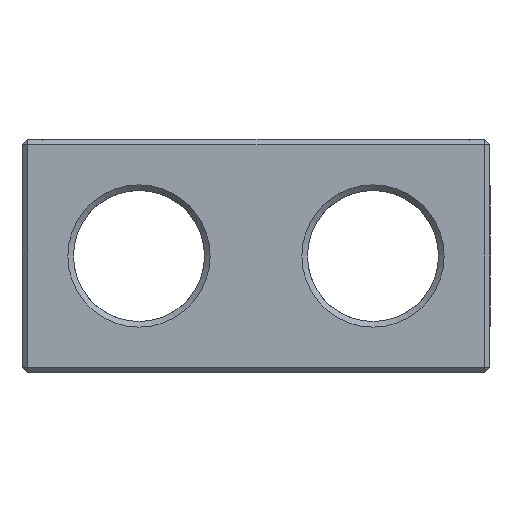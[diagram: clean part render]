
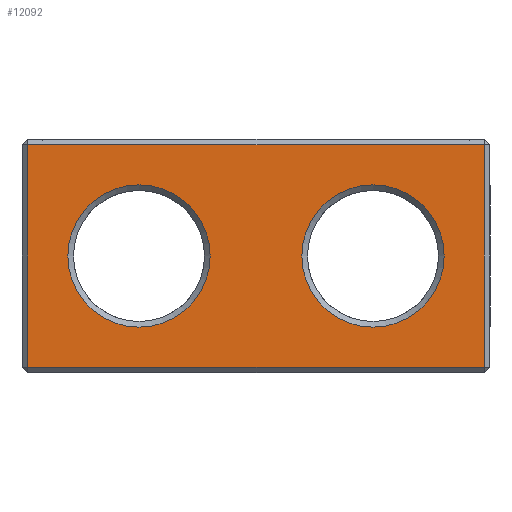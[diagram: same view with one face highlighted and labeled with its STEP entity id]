
A CAD part, left-side view. The second image highlights one B-rep face of the part: STEP entity #12092.
In plain terms, the highlighted planar face has unit normal (-1, 0, 0).
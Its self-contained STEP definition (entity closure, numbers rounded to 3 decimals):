
#1117 = PLANE('',#1118);
#1118 = AXIS2_PLACEMENT_3D('',#1119,#1120,#1121);
#1119 = CARTESIAN_POINT('',(-218.6,18.75,0.15));
#1120 = DIRECTION('',(-0.707,0.,
    -0.707));
#1121 = DIRECTION('',(0.,1.,0.));
#5566 = CONICAL_SURFACE('',#5567,3.5,0.785);
#5567 = AXIS2_PLACEMENT_3D('',#5568,#5569,#5570);
#5568 = CARTESIAN_POINT('',(-218.45,0.,6.25));
#5569 = DIRECTION('',(-1.,-0.,-0.));
#5570 = DIRECTION('',(0.,0.,1.));
#6489 = VERTEX_POINT('',#6490);
#6490 = CARTESIAN_POINT('',(-218.75,18.45,0.3));
#6511 = EDGE_CURVE('',#6489,#6512,#6514,.T.);
#6512 = VERTEX_POINT('',#6513);
#6513 = CARTESIAN_POINT('',(-218.75,-5.95,0.3));
#6514 = SURFACE_CURVE('',#6515,(#6519,#6526),.PCURVE_S1.);
#6515 = LINE('',#6516,#6517);
#6516 = CARTESIAN_POINT('',(-218.75,18.75,0.3));
#6517 = VECTOR('',#6518,1.);
#6518 = DIRECTION('',(0.,-1.,0.));
#6519 = PCURVE('',#1117,#6520);
#6520 = DEFINITIONAL_REPRESENTATION('',(#6521),#6525);
#6521 = LINE('',#6522,#6523);
#6522 = CARTESIAN_POINT('',(0.,-0.212));
#6523 = VECTOR('',#6524,1.);
#6524 = DIRECTION('',(-1.,0.));
#6525 = ( GEOMETRIC_REPRESENTATION_CONTEXT(2) 
PARAMETRIC_REPRESENTATION_CONTEXT() REPRESENTATION_CONTEXT('2D SPACE',''
  ) );
#6526 = PCURVE('',#6527,#6532);
#6527 = PLANE('',#6528);
#6528 = AXIS2_PLACEMENT_3D('',#6529,#6530,#6531);
#6529 = CARTESIAN_POINT('',(-218.75,18.75,0.));
#6530 = DIRECTION('',(1.,0.,0.));
#6531 = DIRECTION('',(0.,-1.,0.));
#6532 = DEFINITIONAL_REPRESENTATION('',(#6533),#6537);
#6533 = LINE('',#6534,#6535);
#6534 = CARTESIAN_POINT('',(0.,-0.3));
#6535 = VECTOR('',#6536,1.);
#6536 = DIRECTION('',(1.,0.));
#6537 = ( GEOMETRIC_REPRESENTATION_CONTEXT(2) 
PARAMETRIC_REPRESENTATION_CONTEXT() REPRESENTATION_CONTEXT('2D SPACE',''
  ) );
#9752 = CONICAL_SURFACE('',#9753,3.5,0.785);
#9753 = AXIS2_PLACEMENT_3D('',#9754,#9755,#9756);
#9754 = CARTESIAN_POINT('',(-218.45,12.5,6.25));
#9755 = DIRECTION('',(-1.,-0.,0.));
#9756 = DIRECTION('',(0.,0.,1.));
#10107 = VERTEX_POINT('',#10108);
#10108 = CARTESIAN_POINT('',(-218.75,0.,10.05
    ));
#10129 = EDGE_CURVE('',#10107,#10107,#10130,.T.);
#10130 = SURFACE_CURVE('',#10131,(#10136,#10143),.PCURVE_S1.);
#10131 = CIRCLE('',#10132,3.8);
#10132 = AXIS2_PLACEMENT_3D('',#10133,#10134,#10135);
#10133 = CARTESIAN_POINT('',(-218.75,0.,6.25));
#10134 = DIRECTION('',(-1.,0.,0.));
#10135 = DIRECTION('',(0.,0.,1.));
#10136 = PCURVE('',#5566,#10137);
#10137 = DEFINITIONAL_REPRESENTATION('',(#10138),#10142);
#10138 = LINE('',#10139,#10140);
#10139 = CARTESIAN_POINT('',(0.,0.3));
#10140 = VECTOR('',#10141,1.);
#10141 = DIRECTION('',(1.,0.));
#10142 = ( GEOMETRIC_REPRESENTATION_CONTEXT(2) 
PARAMETRIC_REPRESENTATION_CONTEXT() REPRESENTATION_CONTEXT('2D SPACE',''
  ) );
#10143 = PCURVE('',#6527,#10144);
#10144 = DEFINITIONAL_REPRESENTATION('',(#10145),#10153);
#10145 = ( BOUNDED_CURVE() B_SPLINE_CURVE(2,(#10146,#10147,#10148,#10149
    ,#10150,#10151,#10152),.UNSPECIFIED.,.T.,.F.) 
B_SPLINE_CURVE_WITH_KNOTS((1,2,2,2,2,1),(-2.094,0.,
    2.094,4.189,6.283,8.378),
.UNSPECIFIED.) CURVE() GEOMETRIC_REPRESENTATION_ITEM() 
RATIONAL_B_SPLINE_CURVE((1.,0.5,1.,0.5,1.,0.5,1.)) REPRESENTATION_ITEM(
  '') );
#10146 = CARTESIAN_POINT('',(18.75,-10.05));
#10147 = CARTESIAN_POINT('',(12.168,-10.05));
#10148 = CARTESIAN_POINT('',(15.459,-4.35));
#10149 = CARTESIAN_POINT('',(18.75,1.35));
#10150 = CARTESIAN_POINT('',(22.041,-4.35));
#10151 = CARTESIAN_POINT('',(25.332,-10.05));
#10152 = CARTESIAN_POINT('',(18.75,-10.05));
#10153 = ( GEOMETRIC_REPRESENTATION_CONTEXT(2) 
PARAMETRIC_REPRESENTATION_CONTEXT() REPRESENTATION_CONTEXT('2D SPACE',''
  ) );
#10288 = PLANE('',#10289);
#10289 = AXIS2_PLACEMENT_3D('',#10290,#10291,#10292);
#10290 = CARTESIAN_POINT('',(-218.6,18.6,0.));
#10291 = DIRECTION('',(-0.707,0.707,0.));
#10292 = DIRECTION('',(-0.,-0.,-1.));
#11480 = PLANE('',#11481);
#11481 = AXIS2_PLACEMENT_3D('',#11482,#11483,#11484);
#11482 = CARTESIAN_POINT('',(-218.6,-6.1,0.));
#11483 = DIRECTION('',(-0.707,-0.707,0.));
#11484 = DIRECTION('',(-0.,-0.,-1.));
#12092 = ADVANCED_FACE('',(#12093,#12168,#12171),#6527,.F.);
#12093 = FACE_BOUND('',#12094,.F.);
#12094 = EDGE_LOOP('',(#12095,#12125,#12146,#12147));
#12095 = ORIENTED_EDGE('',*,*,#12096,.T.);
#12096 = EDGE_CURVE('',#12097,#12099,#12101,.T.);
#12097 = VERTEX_POINT('',#12098);
#12098 = CARTESIAN_POINT('',(-218.75,18.45,12.2));
#12099 = VERTEX_POINT('',#12100);
#12100 = CARTESIAN_POINT('',(-218.75,-5.95,12.2));
#12101 = SURFACE_CURVE('',#12102,(#12106,#12113),.PCURVE_S1.);
#12102 = LINE('',#12103,#12104);
#12103 = CARTESIAN_POINT('',(-218.75,18.75,12.2));
#12104 = VECTOR('',#12105,1.);
#12105 = DIRECTION('',(0.,-1.,0.));
#12106 = PCURVE('',#6527,#12107);
#12107 = DEFINITIONAL_REPRESENTATION('',(#12108),#12112);
#12108 = LINE('',#12109,#12110);
#12109 = CARTESIAN_POINT('',(0.,-12.2));
#12110 = VECTOR('',#12111,1.);
#12111 = DIRECTION('',(1.,0.));
#12112 = ( GEOMETRIC_REPRESENTATION_CONTEXT(2) 
PARAMETRIC_REPRESENTATION_CONTEXT() REPRESENTATION_CONTEXT('2D SPACE',''
  ) );
#12113 = PCURVE('',#12114,#12119);
#12114 = PLANE('',#12115);
#12115 = AXIS2_PLACEMENT_3D('',#12116,#12117,#12118);
#12116 = CARTESIAN_POINT('',(-218.6,18.75,12.35));
#12117 = DIRECTION('',(0.707,0.,-0.707));
#12118 = DIRECTION('',(0.,1.,0.));
#12119 = DEFINITIONAL_REPRESENTATION('',(#12120),#12124);
#12120 = LINE('',#12121,#12122);
#12121 = CARTESIAN_POINT('',(-0.,-0.212));
#12122 = VECTOR('',#12123,1.);
#12123 = DIRECTION('',(-1.,0.));
#12124 = ( GEOMETRIC_REPRESENTATION_CONTEXT(2) 
PARAMETRIC_REPRESENTATION_CONTEXT() REPRESENTATION_CONTEXT('2D SPACE',''
  ) );
#12125 = ORIENTED_EDGE('',*,*,#12126,.F.);
#12126 = EDGE_CURVE('',#6512,#12099,#12127,.T.);
#12127 = SURFACE_CURVE('',#12128,(#12132,#12139),.PCURVE_S1.);
#12128 = LINE('',#12129,#12130);
#12129 = CARTESIAN_POINT('',(-218.75,-5.95,0.));
#12130 = VECTOR('',#12131,1.);
#12131 = DIRECTION('',(0.,0.,1.));
#12132 = PCURVE('',#6527,#12133);
#12133 = DEFINITIONAL_REPRESENTATION('',(#12134),#12138);
#12134 = LINE('',#12135,#12136);
#12135 = CARTESIAN_POINT('',(24.7,0.));
#12136 = VECTOR('',#12137,1.);
#12137 = DIRECTION('',(0.,-1.));
#12138 = ( GEOMETRIC_REPRESENTATION_CONTEXT(2) 
PARAMETRIC_REPRESENTATION_CONTEXT() REPRESENTATION_CONTEXT('2D SPACE',''
  ) );
#12139 = PCURVE('',#11480,#12140);
#12140 = DEFINITIONAL_REPRESENTATION('',(#12141),#12145);
#12141 = LINE('',#12142,#12143);
#12142 = CARTESIAN_POINT('',(-0.,-0.212));
#12143 = VECTOR('',#12144,1.);
#12144 = DIRECTION('',(-1.,0.));
#12145 = ( GEOMETRIC_REPRESENTATION_CONTEXT(2) 
PARAMETRIC_REPRESENTATION_CONTEXT() REPRESENTATION_CONTEXT('2D SPACE',''
  ) );
#12146 = ORIENTED_EDGE('',*,*,#6511,.F.);
#12147 = ORIENTED_EDGE('',*,*,#12148,.T.);
#12148 = EDGE_CURVE('',#6489,#12097,#12149,.T.);
#12149 = SURFACE_CURVE('',#12150,(#12154,#12161),.PCURVE_S1.);
#12150 = LINE('',#12151,#12152);
#12151 = CARTESIAN_POINT('',(-218.75,18.45,0.));
#12152 = VECTOR('',#12153,1.);
#12153 = DIRECTION('',(0.,0.,1.));
#12154 = PCURVE('',#6527,#12155);
#12155 = DEFINITIONAL_REPRESENTATION('',(#12156),#12160);
#12156 = LINE('',#12157,#12158);
#12157 = CARTESIAN_POINT('',(0.3,0.));
#12158 = VECTOR('',#12159,1.);
#12159 = DIRECTION('',(0.,-1.));
#12160 = ( GEOMETRIC_REPRESENTATION_CONTEXT(2) 
PARAMETRIC_REPRESENTATION_CONTEXT() REPRESENTATION_CONTEXT('2D SPACE',''
  ) );
#12161 = PCURVE('',#10288,#12162);
#12162 = DEFINITIONAL_REPRESENTATION('',(#12163),#12167);
#12163 = LINE('',#12164,#12165);
#12164 = CARTESIAN_POINT('',(-0.,0.212));
#12165 = VECTOR('',#12166,1.);
#12166 = DIRECTION('',(-1.,0.));
#12167 = ( GEOMETRIC_REPRESENTATION_CONTEXT(2) 
PARAMETRIC_REPRESENTATION_CONTEXT() REPRESENTATION_CONTEXT('2D SPACE',''
  ) );
#12168 = FACE_BOUND('',#12169,.F.);
#12169 = EDGE_LOOP('',(#12170));
#12170 = ORIENTED_EDGE('',*,*,#10129,.T.);
#12171 = FACE_BOUND('',#12172,.F.);
#12172 = EDGE_LOOP('',(#12173));
#12173 = ORIENTED_EDGE('',*,*,#12174,.T.);
#12174 = EDGE_CURVE('',#12175,#12175,#12177,.T.);
#12175 = VERTEX_POINT('',#12176);
#12176 = CARTESIAN_POINT('',(-218.75,12.5,10.05));
#12177 = SURFACE_CURVE('',#12178,(#12183,#12194),.PCURVE_S1.);
#12178 = CIRCLE('',#12179,3.8);
#12179 = AXIS2_PLACEMENT_3D('',#12180,#12181,#12182);
#12180 = CARTESIAN_POINT('',(-218.75,12.5,6.25));
#12181 = DIRECTION('',(-1.,0.,0.));
#12182 = DIRECTION('',(0.,0.,1.));
#12183 = PCURVE('',#6527,#12184);
#12184 = DEFINITIONAL_REPRESENTATION('',(#12185),#12193);
#12185 = ( BOUNDED_CURVE() B_SPLINE_CURVE(2,(#12186,#12187,#12188,#12189
    ,#12190,#12191,#12192),.UNSPECIFIED.,.T.,.F.) 
B_SPLINE_CURVE_WITH_KNOTS((1,2,2,2,2,1),(-2.094,0.,
    2.094,4.189,6.283,8.378),
.UNSPECIFIED.) CURVE() GEOMETRIC_REPRESENTATION_ITEM() 
RATIONAL_B_SPLINE_CURVE((1.,0.5,1.,0.5,1.,0.5,1.)) REPRESENTATION_ITEM(
  '') );
#12186 = CARTESIAN_POINT('',(6.25,-10.05));
#12187 = CARTESIAN_POINT('',(-0.332,-10.05));
#12188 = CARTESIAN_POINT('',(2.959,-4.35));
#12189 = CARTESIAN_POINT('',(6.25,1.35));
#12190 = CARTESIAN_POINT('',(9.541,-4.35));
#12191 = CARTESIAN_POINT('',(12.832,-10.05));
#12192 = CARTESIAN_POINT('',(6.25,-10.05));
#12193 = ( GEOMETRIC_REPRESENTATION_CONTEXT(2) 
PARAMETRIC_REPRESENTATION_CONTEXT() REPRESENTATION_CONTEXT('2D SPACE',''
  ) );
#12194 = PCURVE('',#9752,#12195);
#12195 = DEFINITIONAL_REPRESENTATION('',(#12196),#12200);
#12196 = LINE('',#12197,#12198);
#12197 = CARTESIAN_POINT('',(0.,0.3));
#12198 = VECTOR('',#12199,1.);
#12199 = DIRECTION('',(1.,0.));
#12200 = ( GEOMETRIC_REPRESENTATION_CONTEXT(2) 
PARAMETRIC_REPRESENTATION_CONTEXT() REPRESENTATION_CONTEXT('2D SPACE',''
  ) );
